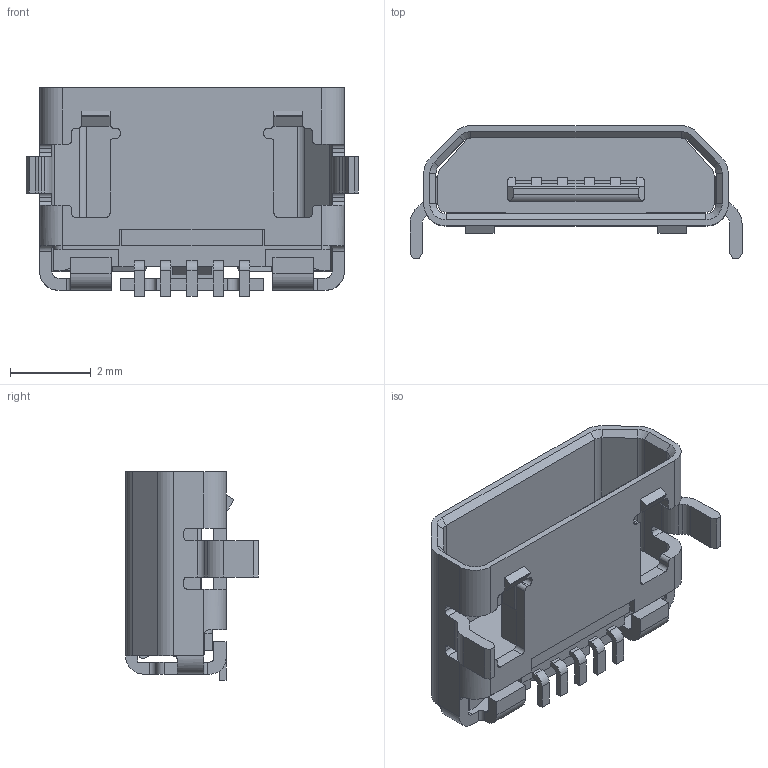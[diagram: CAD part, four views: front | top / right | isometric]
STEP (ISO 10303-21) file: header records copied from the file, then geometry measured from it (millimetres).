
FILE_DESCRIPTION((''),'2;1');
FILE_NAME('C-1932788-1','2011-10-04T',('workeradm'),('Tyco Electronics Ltd.'),'PRO/ENGINEER BY PARAMETRIC TECHNOLOGY CORPORATION, 2010430','PRO/ENGINEER BY PARAMETRIC TECHNOLOGY CORPORATION, 2010430','');
FILE_SCHEMA(('AUTOMOTIVE_DESIGN { 1 0 10303 214 1 1 1 1 }'));
Length unit declared in the file: millimetre
Products named in the file (1): C-1932788-1
Bounding box: 8.2 x 3.28 x 5.15 mm (x, y, z)
Volume: 37.9 mm3; surface area: 238.2 mm2
Topology: 1 solids, 1 shells, 360 faces, 1060 edges, 696 vertices
Faces by surface type: plane 240, cylinder 114, cone 6
Entity records: 12291 total; most frequent: CARTESIAN_POINT 2264, ORIENTED_EDGE 2120, DIRECTION 1972, EDGE_CURVE 1060, VECTOR 812, LINE 812, VERTEX_POINT 696, AXIS2_PLACEMENT_3D 580
